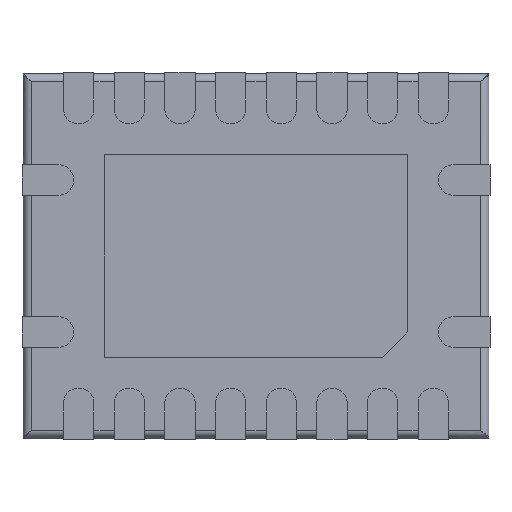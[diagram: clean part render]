
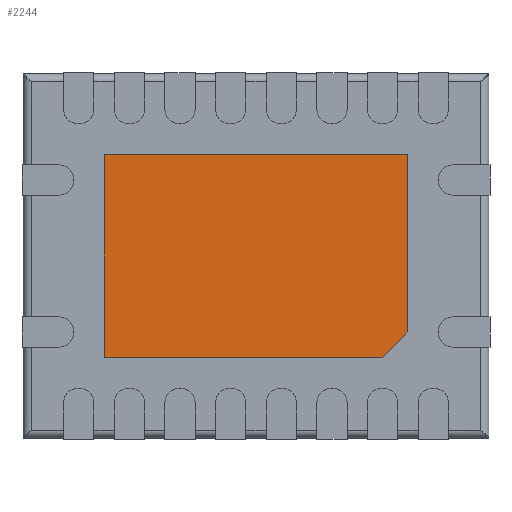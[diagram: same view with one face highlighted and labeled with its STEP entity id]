
A CAD part, front view. The second image highlights one B-rep face of the part: STEP entity #2244.
In plain terms, the highlighted planar face has unit normal (0, -1, 0).
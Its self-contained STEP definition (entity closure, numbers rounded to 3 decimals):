
#32 = DIRECTION ( 'NONE',  ( 0., 0., 1. ) ) ;
#66 = VECTOR ( 'NONE', #32, 1000. ) ;
#261 = VERTEX_POINT ( 'NONE', #8844 ) ;
#600 = PLANE ( 'NONE',  #2714 ) ;
#700 = CARTESIAN_POINT ( 'NONE',  ( -1.5, -0.05, -1. ) ) ;
#1421 = LINE ( 'NONE', #10582, #7388 ) ;
#1508 = LINE ( 'NONE', #700, #7028 ) ;
#1655 = CARTESIAN_POINT ( 'NONE',  ( -1.5, -0.05, 1. ) ) ;
#1747 = CARTESIAN_POINT ( 'NONE',  ( 1.25, -0.05, -1. ) ) ;
#1972 = ORIENTED_EDGE ( 'NONE', *, *, #7796, .T. ) ;
#2244 = ADVANCED_FACE ( 'NONE', ( #10559 ), #600, .T. ) ;
#2714 = AXIS2_PLACEMENT_3D ( 'NONE', #7222, #8136, #5552 ) ;
#2730 = VECTOR ( 'NONE', #9444, 1000. ) ;
#3002 = DIRECTION ( 'NONE',  ( 0., 0., -1. ) ) ;
#3352 = VERTEX_POINT ( 'NONE', #9093 ) ;
#3555 = CARTESIAN_POINT ( 'NONE',  ( -1.5, -0.05, 1. ) ) ;
#3719 = EDGE_CURVE ( 'NONE', #9808, #9210, #6007, .T. ) ;
#3870 = ORIENTED_EDGE ( 'NONE', *, *, #9540, .T. ) ;
#4013 = DIRECTION ( 'NONE',  ( 1., 0., 0. ) ) ;
#4375 = VECTOR ( 'NONE', #8233, 1000. ) ;
#4819 = LINE ( 'NONE', #7527, #66 ) ;
#5552 = DIRECTION ( 'NONE',  ( 0., 0., -1. ) ) ;
#5873 = LINE ( 'NONE', #9197, #4375 ) ;
#6007 = LINE ( 'NONE', #3555, #2730 ) ;
#6044 = ORIENTED_EDGE ( 'NONE', *, *, #10101, .T. ) ;
#6299 = ORIENTED_EDGE ( 'NONE', *, *, #9668, .T. ) ;
#6767 = VERTEX_POINT ( 'NONE', #1747 ) ;
#6892 = ORIENTED_EDGE ( 'NONE', *, *, #3719, .T. ) ;
#7028 = VECTOR ( 'NONE', #4013, 1000. ) ;
#7222 = CARTESIAN_POINT ( 'NONE',  ( 0., -0.05, 0. ) ) ;
#7388 = VECTOR ( 'NONE', #3002, 1000. ) ;
#7527 = CARTESIAN_POINT ( 'NONE',  ( 1.5, -0.05, 1. ) ) ;
#7691 = CARTESIAN_POINT ( 'NONE',  ( 1.5, -0.05, 1. ) ) ;
#7796 = EDGE_CURVE ( 'NONE', #9210, #3352, #1421, .T. ) ;
#8136 = DIRECTION ( 'NONE',  ( 0., -1., 0. ) ) ;
#8233 = DIRECTION ( 'NONE',  ( 0.707, 0., 0.707 ) ) ;
#8844 = CARTESIAN_POINT ( 'NONE',  ( 1.5, -0.05, -0.75 ) ) ;
#9093 = CARTESIAN_POINT ( 'NONE',  ( -1.5, -0.05, -1. ) ) ;
#9197 = CARTESIAN_POINT ( 'NONE',  ( 1.25, -0.05, -1. ) ) ;
#9210 = VERTEX_POINT ( 'NONE', #1655 ) ;
#9444 = DIRECTION ( 'NONE',  ( -1., 0., 0. ) ) ;
#9540 = EDGE_CURVE ( 'NONE', #3352, #6767, #1508, .T. ) ;
#9668 = EDGE_CURVE ( 'NONE', #6767, #261, #5873, .T. ) ;
#9808 = VERTEX_POINT ( 'NONE', #7691 ) ;
#10101 = EDGE_CURVE ( 'NONE', #261, #9808, #4819, .T. ) ;
#10556 = EDGE_LOOP ( 'NONE', ( #6044, #6892, #1972, #3870, #6299 ) ) ;
#10559 = FACE_OUTER_BOUND ( 'NONE', #10556, .T. ) ;
#10582 = CARTESIAN_POINT ( 'NONE',  ( -1.5, -0.05, 1. ) ) ;
